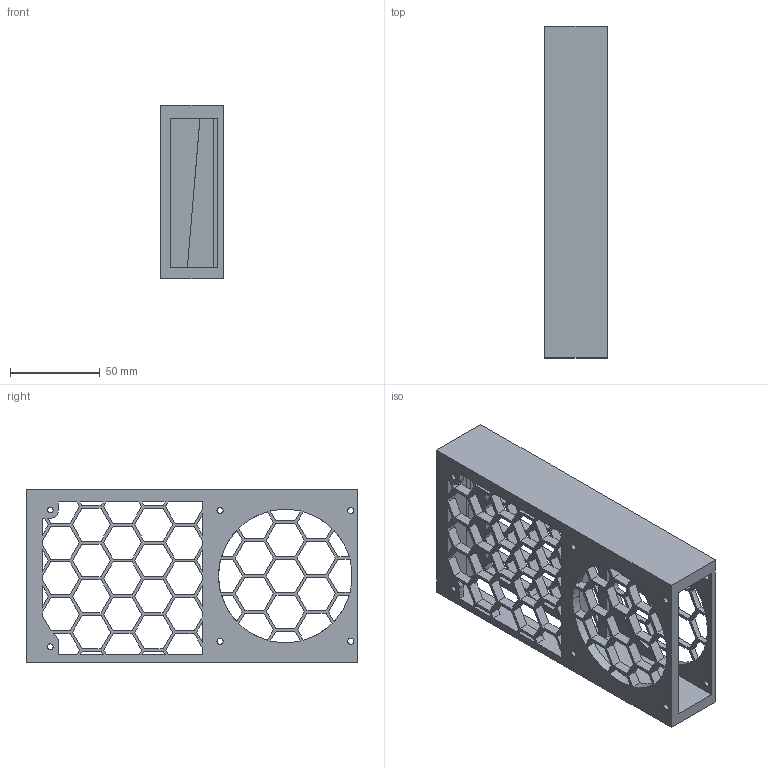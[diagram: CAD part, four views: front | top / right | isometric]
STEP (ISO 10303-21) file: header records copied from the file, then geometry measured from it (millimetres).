
FILE_DESCRIPTION(('HOOPS Exchange Step'),'2;1');
FILE_NAME('Filter Addon.stp','2026-02-08T21:35:51+19:00',('RED'),('Unknown organisation'),'HOOPS Exchange 2025.8','HOOPS Exchange','Unknown authorisation');
FILE_SCHEMA( ('AP203_CONFIGURATION_CONTROLLED_3D_DESIGN_OF_MECHANICAL_PARTS_AND_ASSEMBLIES_MIM_LF') );
Length unit declared in the file: millimetre
Products named in the file (2): 0; root
Assembly tree (1 placements, depth 2):
  root
    0
Bounding box: 35 x 185.06 x 97 mm (x, y, z)
Volume: 145400.3 mm3; surface area: 83586.4 mm2
Topology: 1 solids, 1 shells, 582 faces, 1849 edges, 1237 vertices
Faces by surface type: plane 536, cylinder 26, bspline 20
Full cylindrical faces by diameter (mm): 3.2 x2, 3.4 x8, 74.5 x1
Entity records: 20773 total; most frequent: CARTESIAN_POINT 3965, ORIENTED_EDGE 3702, DIRECTION 3027, EDGE_CURVE 1851, VECTOR 1705, LINE 1705, VERTEX_POINT 1239, EDGE_LOOP 786
